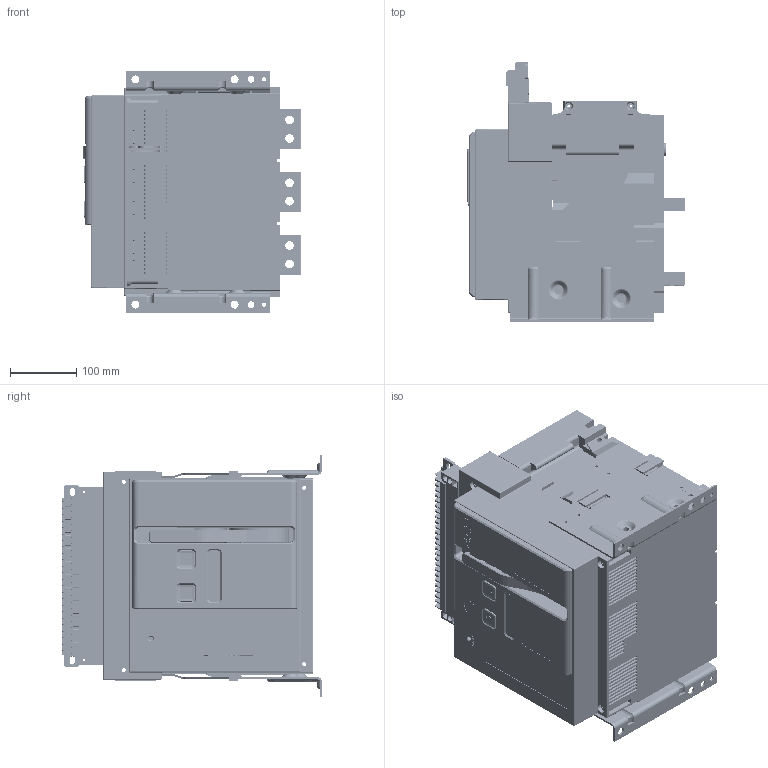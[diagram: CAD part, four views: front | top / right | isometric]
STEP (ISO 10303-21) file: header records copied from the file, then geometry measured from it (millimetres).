
FILE_DESCRIPTION((''),'2;1');
FILE_NAME('DC2500_ASM_SW0001','2024-05-11T',('zhongyao.huang'),(''),'PRO/ENGINEER BY PARAMETRIC TECHNOLOGY CORPORATION, 2015440','PRO/ENGINEER BY PARAMETRIC TECHNOLOGY CORPORATION, 2015440','');
FILE_SCHEMA(('CONFIG_CONTROL_DESIGN'));
Products named in the file (1): DC2500_ASM_SW0001
Bounding box: 328.93 x 392.58 x 366.68 mm (x, y, z)
Volume: 7582119 mm3; surface area: 2533654.9 mm2
Topology: 8 solids, 20 shells, 8208 faces, 23354 edges, 15212 vertices
Faces by surface type: plane 6201, cylinder 1512, cone 154, extrusion 134, torus 128, bspline 66, sphere 13
Entity records: 285057 total; most frequent: CARTESIAN_POINT 69005, ORIENTED_EDGE 46708, DIRECTION 42301, EDGE_CURVE 23354, VECTOR 19093, LINE 18959, VERTEX_POINT 15212, AXIS2_PLACEMENT_3D 11604
